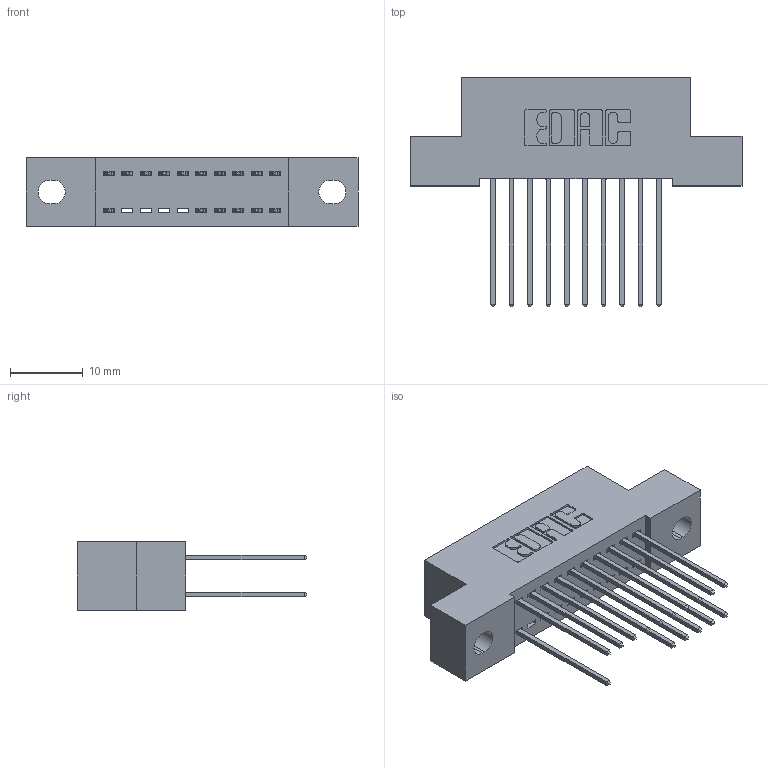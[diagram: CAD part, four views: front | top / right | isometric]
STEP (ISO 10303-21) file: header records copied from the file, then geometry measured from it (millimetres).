
FILE_DESCRIPTION (( 'STEP AP203' ), '1' );
FILE_NAME ('392-020-542-202.STEP', '2018-08-15T06:47:47', ( '' ), ( '' ), 'SwSTEP 2.0', 'SolidWorks 2016', '' );
FILE_SCHEMA (( 'CONFIG_CONTROL_DESIGN' ));
Length unit declared in the file: inch
Products named in the file (3): 342 Part_.128 Slot; 345-292-001_345-293-142; 392-020-542-202
Assembly tree (17 placements, depth 2):
  392-020-542-202
    342 Part_.128 Slot
    345-292-001_345-293-142  x16
Bounding box: 45.72 x 31.63 x 9.4 mm (x, y, z)
Volume: 3942.9 mm3; surface area: 5524.8 mm2
Topology: 17 solids, 17 shells, 970 faces, 2875 edges, 1894 vertices
Faces by surface type: plane 670, cylinder 300
Entity records: 10465 total; most frequent: CARTESIAN_POINT 1790, ORIENTED_EDGE 1730, DIRECTION 1581, EDGE_CURVE 865, LINE 737, VECTOR 737, VERTEX_POINT 574, AXIS2_PLACEMENT_3D 422
